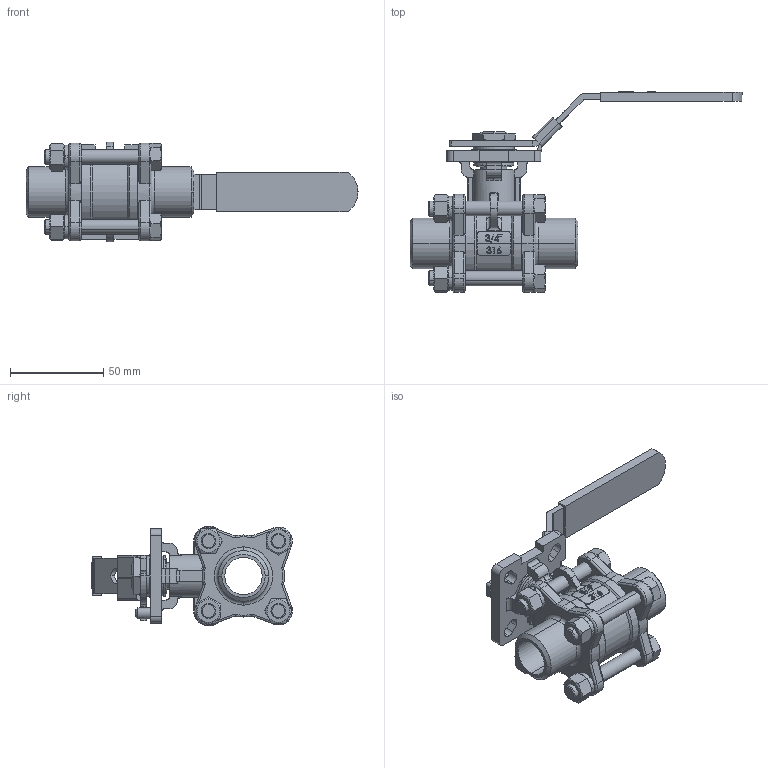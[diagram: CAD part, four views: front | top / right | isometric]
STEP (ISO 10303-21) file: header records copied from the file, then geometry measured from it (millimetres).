
FILE_DESCRIPTION(/* description */ ('Unknown','CAx-IF Rec.Pracs.---Representation and Presentation of Product Manufacturing Information (PMI)---4.0---2014-10-13','CAx-IF Rec.Pracs.---3D Tessellated Geometry---0.4---2014-09-14','2;1'),/* implementation_level */ '2;1');
FILE_NAME(/* name */ '9337-05',/* time_stamp */ '2024-01-25T09:30:09+01:00',/* author */ ('Unknown'),/* organization */ ('Unknown'),/* preprocessor_version */ 'ST-DEVELOPER v18.102',/* originating_system */ 'Solid Edge',/* authorisation */ 'Unknown');
FILE_SCHEMA (('AP242_MANAGED_MODEL_BASED_3D_ENGINEERING_MIM_LF { 1 0 10303 442 1 1 4 }'));
Products named in the file (15): 9337-05; Spring lock washers--Normal type GB_GB_FASTENER_WASHER_SW 8; MV-83H-LZ-DN20; MV-83HB-G-DN20; MV-83H-DD-DN20; MV-83H-ST-DN20; MV-83H-S-DN20; Hexagon nuts grade C GB_GB_FASTENER_NUT_SNC1 M8-N; MV-83H-T(J)-DN20; MV-83H-LM-DN20; MV-83H-FS-DN20; MV-83H-KZ-DN20; MV-83H-PD-DN20; MV-83H-Z-DN20; MV-83H-DW-DN20
Assembly tree (26 placements, depth 2):
  9337-05
    Spring lock washers--Normal type GB_GB_FASTENER_WASHER_SW 8  x4
    MV-83H-LZ-DN20  x4
    MV-83HB-G-DN20  x2
    MV-83H-DD-DN20  x2
    MV-83H-ST-DN20
    MV-83H-S-DN20
    Hexagon nuts grade C GB_GB_FASTENER_NUT_SNC1 M8-N  x4
    MV-83H-T(J)-DN20
    MV-83H-LM-DN20  x2
    MV-83H-FS-DN20
    MV-83H-KZ-DN20
    MV-83H-PD-DN20
    MV-83H-Z-DN20
    MV-83H-DW-DN20
Bounding box: 178 x 107.69 x 53.48 mm (x, y, z)
Volume: 107223.1 mm3; surface area: 72547.6 mm2
Topology: 26 solids, 26 shells, 1137 faces, 2880 edges, 1827 vertices
Faces by surface type: plane 461, cylinder 385, cone 121, torus 98, bspline 72
Entity records: 46479 total; most frequent: CARTESIAN_POINT 25117, ORIENTED_EDGE 4650, DIRECTION 3910, EDGE_CURVE 2325, VERTEX_POINT 1492, AXIS2_PLACEMENT_3D 1457, LINE 996, VECTOR 996
